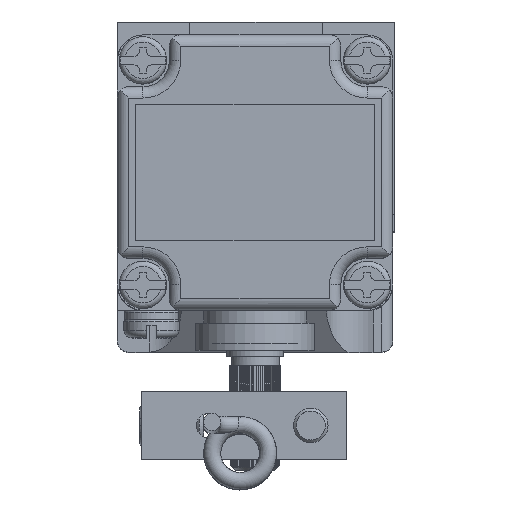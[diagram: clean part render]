
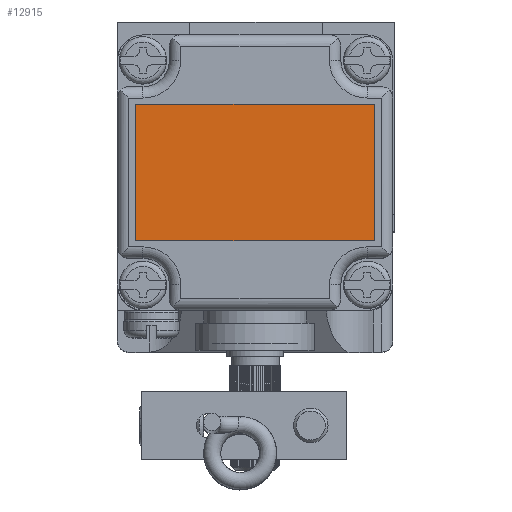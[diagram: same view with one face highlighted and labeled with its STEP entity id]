
A CAD part, top view. The second image highlights one B-rep face of the part: STEP entity #12915.
In plain terms, the highlighted planar face has unit normal (0, 0, 1).
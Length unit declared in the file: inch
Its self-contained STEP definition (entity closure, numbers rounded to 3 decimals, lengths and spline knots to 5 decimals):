
#753 = DIRECTION ( 'NONE',  ( 0., 0., -1. ) ) ;
#3068 = EDGE_LOOP ( 'NONE', ( #9625, #19496, #27579, #15669 ) ) ;
#3824 = VECTOR ( 'NONE', #14299, 39.37008 ) ;
#5251 = VERTEX_POINT ( 'NONE', #16516 ) ;
#5526 = VERTEX_POINT ( 'NONE', #24492 ) ;
#6420 = CARTESIAN_POINT ( 'NONE',  ( -1.31567, 0.9037, 2.06581 ) ) ;
#6507 = DIRECTION ( 'NONE',  ( 0., 1., 0. ) ) ;
#7829 = LINE ( 'NONE', #32717, #32984 ) ;
#8116 = CARTESIAN_POINT ( 'NONE',  ( -2.62567, 0.9037, 2.06581 ) ) ;
#9625 = ORIENTED_EDGE ( 'NONE', *, *, #32366, .T. ) ;
#10754 = LINE ( 'NONE', #25139, #15698 ) ;
#11314 = CARTESIAN_POINT ( 'NONE',  ( -1.31567, 1.6537, 2.06581 ) ) ;
#11339 = VERTEX_POINT ( 'NONE', #28791 ) ;
#12915 = ADVANCED_FACE ( 'NONE', ( #18647 ), #32592, .F. ) ;
#14299 = DIRECTION ( 'NONE',  ( -1., 0., 0. ) ) ;
#15669 = ORIENTED_EDGE ( 'NONE', *, *, #30947, .T. ) ;
#15698 = VECTOR ( 'NONE', #31184, 39.37008 ) ;
#16516 = CARTESIAN_POINT ( 'NONE',  ( -2.62567, 0.9037, 2.06581 ) ) ;
#17889 = LINE ( 'NONE', #8116, #24663 ) ;
#18087 = DIRECTION ( 'NONE',  ( 0., -1., 0. ) ) ;
#18647 = FACE_OUTER_BOUND ( 'NONE', #3068, .T. ) ;
#19378 = DIRECTION ( 'NONE',  ( 1., 0., 0. ) ) ;
#19496 = ORIENTED_EDGE ( 'NONE', *, *, #34041, .T. ) ;
#19924 = EDGE_CURVE ( 'NONE', #11339, #5251, #7829, .T. ) ;
#24492 = CARTESIAN_POINT ( 'NONE',  ( -1.31567, 1.6537, 2.06581 ) ) ;
#24663 = VECTOR ( 'NONE', #19378, 39.37008 ) ;
#24849 = LINE ( 'NONE', #11314, #3824 ) ;
#25139 = CARTESIAN_POINT ( 'NONE',  ( -1.31567, 0.9037, 2.06581 ) ) ;
#27579 = ORIENTED_EDGE ( 'NONE', *, *, #19924, .T. ) ;
#28791 = CARTESIAN_POINT ( 'NONE',  ( -2.62567, 1.6537, 2.06581 ) ) ;
#30947 = EDGE_CURVE ( 'NONE', #5251, #34879, #17889, .T. ) ;
#31184 = DIRECTION ( 'NONE',  ( 0., 1., 0. ) ) ;
#32096 = CARTESIAN_POINT ( 'NONE',  ( -1.97067, 1.2787, 2.06581 ) ) ;
#32366 = EDGE_CURVE ( 'NONE', #34879, #5526, #10754, .T. ) ;
#32592 = PLANE ( 'NONE',  #37157 ) ;
#32717 = CARTESIAN_POINT ( 'NONE',  ( -2.62567, 1.6537, 2.06581 ) ) ;
#32984 = VECTOR ( 'NONE', #18087, 39.37008 ) ;
#34041 = EDGE_CURVE ( 'NONE', #5526, #11339, #24849, .T. ) ;
#34879 = VERTEX_POINT ( 'NONE', #6420 ) ;
#37157 = AXIS2_PLACEMENT_3D ( 'NONE', #32096, #753, #6507 ) ;
